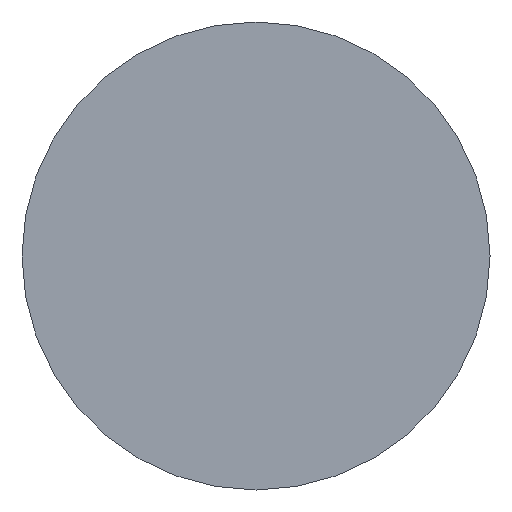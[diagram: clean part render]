
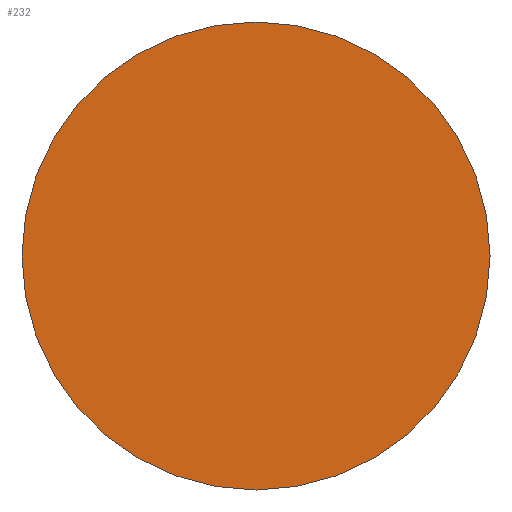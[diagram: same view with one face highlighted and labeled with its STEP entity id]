
A CAD part, front view. The second image highlights one B-rep face of the part: STEP entity #232.
In plain terms, the highlighted planar face has unit normal (0, -1, 0).
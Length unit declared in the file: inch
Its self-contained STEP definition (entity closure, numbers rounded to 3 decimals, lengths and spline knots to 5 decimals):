
#5 = AXIS2_PLACEMENT_3D ( 'NONE', #29, #268, #116 ) ;
#16 = CARTESIAN_POINT ( 'NONE',  ( 0., 0., -0.0625 ) ) ;
#17 = CARTESIAN_POINT ( 'NONE',  ( 0., 0., 0. ) ) ;
#21 = DIRECTION ( 'NONE',  ( 0., 0., -1. ) ) ;
#29 = CARTESIAN_POINT ( 'NONE',  ( 0., 0., 0. ) ) ;
#40 = AXIS2_PLACEMENT_3D ( 'NONE', #305, #123, #209 ) ;
#47 = CIRCLE ( 'NONE', #40, 0.0625 ) ;
#65 = PLANE ( 'NONE',  #284 ) ;
#80 = FACE_OUTER_BOUND ( 'NONE', #131, .T. ) ;
#116 = DIRECTION ( 'NONE',  ( 0., 0., -1. ) ) ;
#123 = DIRECTION ( 'NONE',  ( 0., -1., 0. ) ) ;
#131 = EDGE_LOOP ( 'NONE', ( #288, #266 ) ) ;
#138 = EDGE_CURVE ( 'NONE', #214, #141, #47, .T. ) ;
#141 = VERTEX_POINT ( 'NONE', #303 ) ;
#209 = DIRECTION ( 'NONE',  ( 0., 0., -1. ) ) ;
#214 = VERTEX_POINT ( 'NONE', #16 ) ;
#232 = ADVANCED_FACE ( 'NONE', ( #80 ), #65, .T. ) ;
#244 = DIRECTION ( 'NONE',  ( 0., -1., 0. ) ) ;
#266 = ORIENTED_EDGE ( 'NONE', *, *, #306, .T. ) ;
#268 = DIRECTION ( 'NONE',  ( 0., -1., 0. ) ) ;
#277 = CIRCLE ( 'NONE', #5, 0.0625 ) ;
#284 = AXIS2_PLACEMENT_3D ( 'NONE', #17, #244, #21 ) ;
#288 = ORIENTED_EDGE ( 'NONE', *, *, #138, .T. ) ;
#303 = CARTESIAN_POINT ( 'NONE',  ( 0., 0., 0.0625 ) ) ;
#305 = CARTESIAN_POINT ( 'NONE',  ( 0., 0., 0. ) ) ;
#306 = EDGE_CURVE ( 'NONE', #141, #214, #277, .T. ) ;
